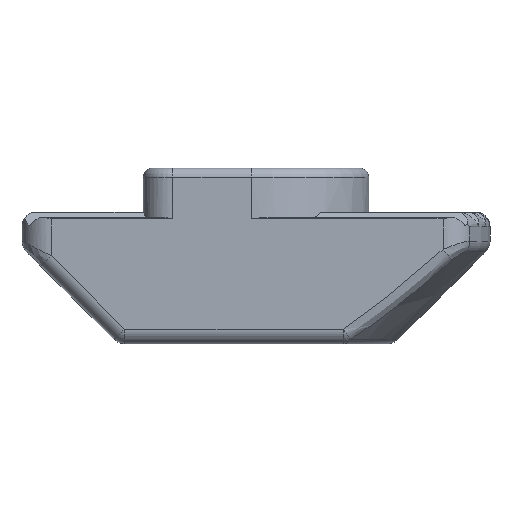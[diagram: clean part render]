
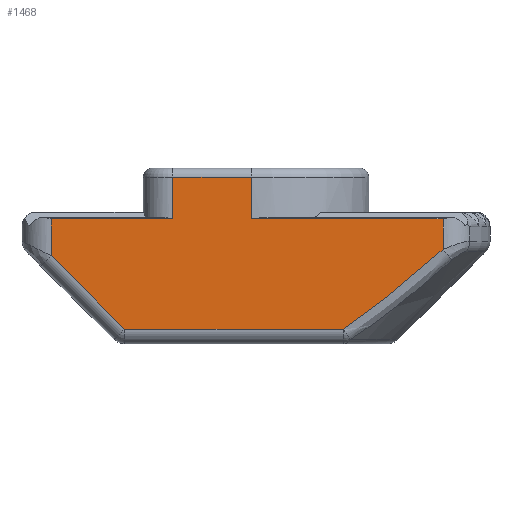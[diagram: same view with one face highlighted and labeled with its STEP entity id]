
A CAD part, front view. The second image highlights one B-rep face of the part: STEP entity #1468.
In plain terms, the highlighted planar face has unit normal (0, -1, 0).
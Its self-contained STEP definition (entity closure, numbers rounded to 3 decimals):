
#55 = CARTESIAN_POINT ( 'NONE',  ( 6.394, -3.85, 3.225 ) ) ;
#83 = DIRECTION ( 'NONE',  ( 1., 0., 0. ) ) ;
#162 = VECTOR ( 'NONE', #2419, 1000. ) ;
#163 = LINE ( 'NONE', #1445, #2045 ) ;
#230 = EDGE_CURVE ( 'NONE', #3573, #1270, #163, .T. ) ;
#243 = VERTEX_POINT ( 'NONE', #3058 ) ;
#390 = CARTESIAN_POINT ( 'NONE',  ( 6.394, -3.85, 4.271 ) ) ;
#395 = CARTESIAN_POINT ( 'NONE',  ( 6.394, -3.85, 3.225 ) ) ;
#408 = DIRECTION ( 'NONE',  ( -1., 0., 0. ) ) ;
#413 = VERTEX_POINT ( 'NONE', #3614 ) ;
#448 = DIRECTION ( 'NONE',  ( 0., 0., 1. ) ) ;
#482 = DIRECTION ( 'NONE',  ( 0., 1., 0. ) ) ;
#579 = VERTEX_POINT ( 'NONE', #390 ) ;
#665 = VECTOR ( 'NONE', #83, 1000. ) ;
#727 = CARTESIAN_POINT ( 'NONE',  ( -8., -3.85, 5.7 ) ) ;
#834 = VECTOR ( 'NONE', #1181, 1000. ) ;
#838 = PLANE ( 'NONE',  #1498 ) ;
#990 = VECTOR ( 'NONE', #3916, 1000. ) ;
#995 = LINE ( 'NONE', #2174, #1188 ) ;
#1035 = CARTESIAN_POINT ( 'NONE',  ( 3.601, -3.85, 0.904 ) ) ;
#1042 = CARTESIAN_POINT ( 'NONE',  ( -8., -3.85, 4.271 ) ) ;
#1096 = CARTESIAN_POINT ( 'NONE',  ( -0.15, -3.85, 6. ) ) ;
#1127 = CARTESIAN_POINT ( 'NONE',  ( 6.394, -3.85, 4.5 ) ) ;
#1154 = FACE_OUTER_BOUND ( 'NONE', #1251, .T. ) ;
#1176 = EDGE_CURVE ( 'NONE', #2776, #3484, #3362, .T. ) ;
#1181 = DIRECTION ( 'NONE',  ( 0., 0., -1. ) ) ;
#1188 = VECTOR ( 'NONE', #3420, 1000. ) ;
#1251 = EDGE_LOOP ( 'NONE', ( #2851, #1467, #1580, #1643, #2841, #1521, #1379, #3613, #2753, #3610 ) ) ;
#1270 = VERTEX_POINT ( 'NONE', #1549 ) ;
#1271 = VECTOR ( 'NONE', #448, 1000. ) ;
#1379 = ORIENTED_EDGE ( 'NONE', *, *, #3335, .T. ) ;
#1444 = EDGE_CURVE ( 'NONE', #243, #3471, #2400, .T. ) ;
#1445 = CARTESIAN_POINT ( 'NONE',  ( -4.346, -3.85, 0.354 ) ) ;
#1467 = ORIENTED_EDGE ( 'NONE', *, *, #2479, .T. ) ;
#1468 = ADVANCED_FACE ( 'NONE', ( #1154 ), #838, .F. ) ;
#1498 = AXIS2_PLACEMENT_3D ( 'NONE', #3339, #482, #2990 ) ;
#1521 = ORIENTED_EDGE ( 'NONE', *, *, #2910, .T. ) ;
#1549 = CARTESIAN_POINT ( 'NONE',  ( -4.493, -3.85, 0.5 ) ) ;
#1550 = DIRECTION ( 'NONE',  ( 0., 0., -1. ) ) ;
#1577 = VERTEX_POINT ( 'NONE', #3536 ) ;
#1580 = ORIENTED_EDGE ( 'NONE', *, *, #3458, .T. ) ;
#1581 = CARTESIAN_POINT ( 'NONE',  ( -2.85, -3.85, 5.7 ) ) ;
#1643 = ORIENTED_EDGE ( 'NONE', *, *, #230, .T. ) ;
#1648 = CARTESIAN_POINT ( 'NONE',  ( 5.849, -3.85, 2.743 ) ) ;
#1680 = EDGE_CURVE ( 'NONE', #243, #2776, #2303, .T. ) ;
#1867 = VECTOR ( 'NONE', #1550, 1000. ) ;
#1972 = VERTEX_POINT ( 'NONE', #55 ) ;
#2045 = VECTOR ( 'NONE', #2946, 1000. ) ;
#2076 = CARTESIAN_POINT ( 'NONE',  ( 5.299, -3.85, 2.268 ) ) ;
#2091 = B_SPLINE_CURVE_WITH_KNOTS ( 'NONE', 3,
 ( #2631, #1035, #2594, #2076, #1648, #395 ),
 .UNSPECIFIED., .F., .F.,
 ( 4, 2, 4 ),
 ( 0., 0.002, 0.004 ),
 .UNSPECIFIED. ) ;
#2174 = CARTESIAN_POINT ( 'NONE',  ( -8., -3.85, 4.271 ) ) ;
#2177 = CARTESIAN_POINT ( 'NONE',  ( -7., -3.85, 4.5 ) ) ;
#2303 = LINE ( 'NONE', #727, #3187 ) ;
#2347 = LINE ( 'NONE', #1042, #990 ) ;
#2400 = LINE ( 'NONE', #1096, #162 ) ;
#2419 = DIRECTION ( 'NONE',  ( 0., 0., -1. ) ) ;
#2440 = EDGE_CURVE ( 'NONE', #579, #3471, #995, .T. ) ;
#2479 = EDGE_CURVE ( 'NONE', #3484, #1577, #2347, .T. ) ;
#2487 = CARTESIAN_POINT ( 'NONE',  ( -2.85, -3.85, 4.271 ) ) ;
#2533 = LINE ( 'NONE', #3496, #665 ) ;
#2594 = CARTESIAN_POINT ( 'NONE',  ( 4.174, -3.85, 1.35 ) ) ;
#2631 = CARTESIAN_POINT ( 'NONE',  ( 2.994, -3.85, 0.5 ) ) ;
#2753 = ORIENTED_EDGE ( 'NONE', *, *, #1444, .F. ) ;
#2776 = VERTEX_POINT ( 'NONE', #1581 ) ;
#2841 = ORIENTED_EDGE ( 'NONE', *, *, #3167, .T. ) ;
#2851 = ORIENTED_EDGE ( 'NONE', *, *, #1176, .T. ) ;
#2910 = EDGE_CURVE ( 'NONE', #413, #1972, #2091, .T. ) ;
#2946 = DIRECTION ( 'NONE',  ( 0.707, 0., -0.707 ) ) ;
#2990 = DIRECTION ( 'NONE',  ( 1., 0., 0. ) ) ;
#3058 = CARTESIAN_POINT ( 'NONE',  ( -0.15, -3.85, 5.7 ) ) ;
#3095 = LINE ( 'NONE', #2177, #1867 ) ;
#3167 = EDGE_CURVE ( 'NONE', #1270, #413, #2533, .T. ) ;
#3187 = VECTOR ( 'NONE', #408, 1000. ) ;
#3335 = EDGE_CURVE ( 'NONE', #1972, #579, #3923, .T. ) ;
#3339 = CARTESIAN_POINT ( 'NONE',  ( -8., -3.85, 4.5 ) ) ;
#3362 = LINE ( 'NONE', #3962, #834 ) ;
#3367 = CARTESIAN_POINT ( 'NONE',  ( -0.15, -3.85, 4.271 ) ) ;
#3420 = DIRECTION ( 'NONE',  ( -1., 0., 0. ) ) ;
#3458 = EDGE_CURVE ( 'NONE', #1577, #3573, #3095, .T. ) ;
#3471 = VERTEX_POINT ( 'NONE', #3367 ) ;
#3484 = VERTEX_POINT ( 'NONE', #2487 ) ;
#3496 = CARTESIAN_POINT ( 'NONE',  ( -8., -3.85, 0.5 ) ) ;
#3536 = CARTESIAN_POINT ( 'NONE',  ( -7., -3.85, 4.271 ) ) ;
#3573 = VERTEX_POINT ( 'NONE', #3740 ) ;
#3610 = ORIENTED_EDGE ( 'NONE', *, *, #1680, .T. ) ;
#3613 = ORIENTED_EDGE ( 'NONE', *, *, #2440, .T. ) ;
#3614 = CARTESIAN_POINT ( 'NONE',  ( 2.994, -3.85, 0.5 ) ) ;
#3740 = CARTESIAN_POINT ( 'NONE',  ( -7., -3.85, 3.007 ) ) ;
#3916 = DIRECTION ( 'NONE',  ( -1., 0., 0. ) ) ;
#3923 = LINE ( 'NONE', #1127, #1271 ) ;
#3962 = CARTESIAN_POINT ( 'NONE',  ( -2.85, -3.85, 4.5 ) ) ;
